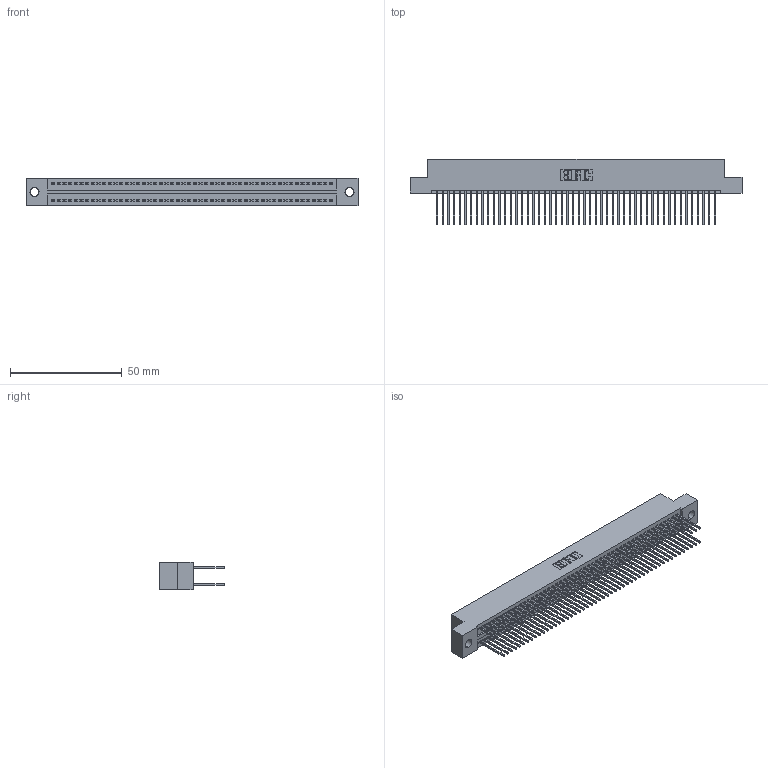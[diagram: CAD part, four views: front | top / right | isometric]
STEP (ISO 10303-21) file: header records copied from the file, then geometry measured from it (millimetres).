
FILE_DESCRIPTION (( 'STEP AP203' ), '1' );
FILE_NAME ('325-100-540-209.STEP', '2020-02-25T06:43:38', ( '' ), ( '' ), 'SwSTEP 2.0', 'SolidWorks 2016', '' );
FILE_SCHEMA (( 'CONFIG_CONTROL_DESIGN' ));
Length unit declared in the file: inch
Products named in the file (3): 325 Part_.160 TH; 325-100-540-209; 325-292-001_325-293-140
Assembly tree (101 placements, depth 2):
  325-100-540-209
    325 Part_.160 TH
    325-292-001_325-293-140  x100
Bounding box: 148.72 x 29.46 x 12.45 mm (x, y, z)
Volume: 19419 mm3; surface area: 25418.8 mm2
Topology: 101 solids, 101 shells, 5314 faces, 15811 edges, 10406 vertices
Faces by surface type: plane 3670, cylinder 1644
Entity records: 31153 total; most frequent: CARTESIAN_POINT 5154, ORIENTED_EDGE 5090, DIRECTION 4389, EDGE_CURVE 2545, LINE 2417, VECTOR 2417, VERTEX_POINT 1694, AXIS2_PLACEMENT_3D 986
